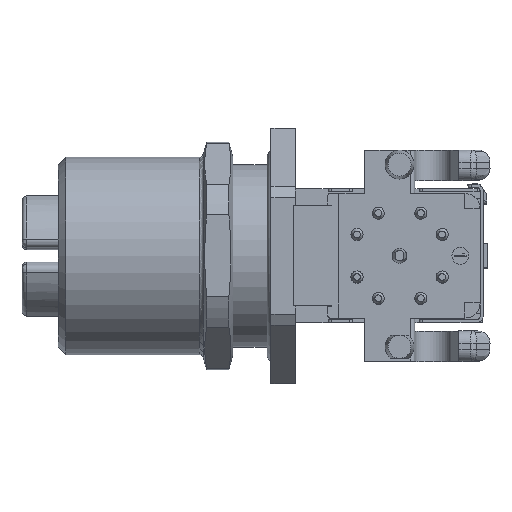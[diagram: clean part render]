
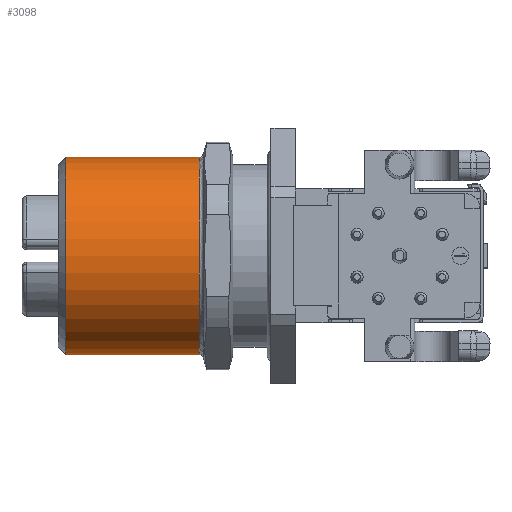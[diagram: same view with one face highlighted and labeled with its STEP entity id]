
A CAD part, top view. The second image highlights one B-rep face of the part: STEP entity #3098.
In plain terms, the highlighted cylindrical face has radius 6.5 mm (diameter 13 mm), a full revolution.
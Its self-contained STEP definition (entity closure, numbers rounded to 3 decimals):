
#3098=ADVANCED_FACE('',(#3598,#3599),#3428,.T.);
#3428=CYLINDRICAL_SURFACE('',#10609,6.5);
#3598=FACE_BOUND('',#4086,.T.);
#3599=FACE_BOUND('',#4087,.T.);
#4086=EDGE_LOOP('',(#6186));
#4087=EDGE_LOOP('',(#6187));
#6186=ORIENTED_EDGE('',*,*,#9063,.T.);
#6187=ORIENTED_EDGE('',*,*,#9064,.T.);
#7806=VERTEX_POINT('',#17503);
#7807=VERTEX_POINT('',#17505);
#9063=EDGE_CURVE('',#7806,#7806,#9810,.T.);
#9064=EDGE_CURVE('',#7807,#7807,#9811,.T.);
#9810=CIRCLE('',#10607,6.5);
#9811=CIRCLE('',#10608,6.5);
#10607=AXIS2_PLACEMENT_3D('',#17502,#12810,#12811);
#10608=AXIS2_PLACEMENT_3D('',#17504,#12812,#12813);
#10609=AXIS2_PLACEMENT_3D('',#17506,#12814,#12815);
#12810=DIRECTION('',(-1.,0.,0.));
#12811=DIRECTION('',(0.,0.,1.));
#12812=DIRECTION('',(1.,0.,0.));
#12813=DIRECTION('',(0.,1.,0.));
#12814=DIRECTION('',(-1.,0.,0.));
#12815=DIRECTION('',(0.,-1.,0.));
#17502=CARTESIAN_POINT('',(11.655,0.,0.));
#17503=CARTESIAN_POINT('',(11.655,0.,6.5));
#17504=CARTESIAN_POINT('',(2.886,0.,0.));
#17505=CARTESIAN_POINT('',(2.886,6.5,0.));
#17506=CARTESIAN_POINT('',(2.386,0.,0.));
